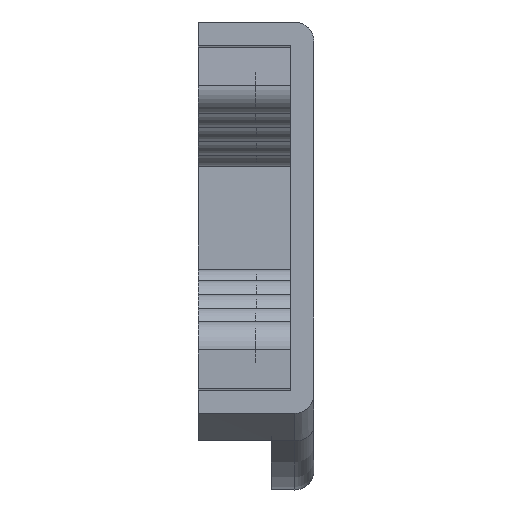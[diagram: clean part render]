
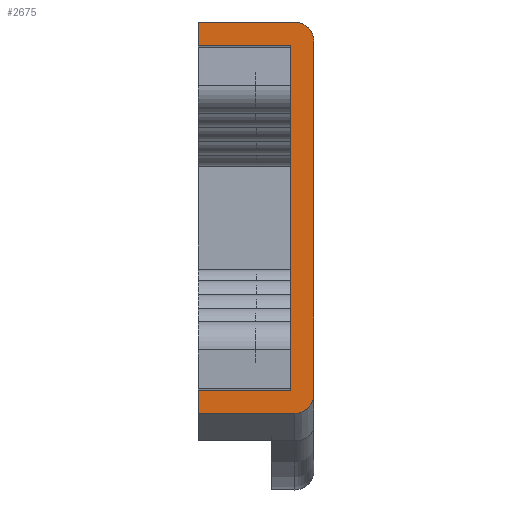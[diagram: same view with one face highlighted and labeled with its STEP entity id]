
A CAD part, left-side view. The second image highlights one B-rep face of the part: STEP entity #2675.
In plain terms, the highlighted planar face has unit normal (-1, 0, 0).
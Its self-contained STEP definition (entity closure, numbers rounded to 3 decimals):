
#12 = DIRECTION ( 'NONE',  ( 0., 0., -1. ) ) ;
#36 = ORIENTED_EDGE ( 'NONE', *, *, #2179, .T. ) ;
#95 = LINE ( 'NONE', #1110, #3473 ) ;
#120 = CARTESIAN_POINT ( 'NONE',  ( -40., 0., -22.878 ) ) ;
#121 =( BOUNDED_CURVE ( )  B_SPLINE_CURVE ( 3, ( #3417, #563, #1832, #3105 ),
 .UNSPECIFIED., .F., .F. ) 
 B_SPLINE_CURVE_WITH_KNOTS ( ( 4, 4 ),
 ( 0., 1.571 ),
 .UNSPECIFIED. ) 
 CURVE ( )  GEOMETRIC_REPRESENTATION_ITEM ( )  RATIONAL_B_SPLINE_CURVE ( ( 1., 0.805, 0.805, 1. ) ) 
 REPRESENTATION_ITEM ( '' )  );
#127 = CARTESIAN_POINT ( 'NONE',  ( -40., 3., -22.378 ) ) ;
#366 = VECTOR ( 'NONE', #2233, 1000. ) ;
#377 = ORIENTED_EDGE ( 'NONE', *, *, #1062, .T. ) ;
#380 =( BOUNDED_CURVE ( )  B_SPLINE_CURVE ( 3, ( #2303, #3581, #717, #2947 ),
 .UNSPECIFIED., .F., .F. ) 
 B_SPLINE_CURVE_WITH_KNOTS ( ( 4, 4 ),
 ( 1.571, 3.142 ),
 .UNSPECIFIED. ) 
 CURVE ( )  GEOMETRIC_REPRESENTATION_ITEM ( )  RATIONAL_B_SPLINE_CURVE ( ( 1., 0.805, 0.805, 1. ) ) 
 REPRESENTATION_ITEM ( '' )  );
#390 = DIRECTION ( 'NONE',  ( 0., 0., -1. ) ) ;
#402 = CARTESIAN_POINT ( 'NONE',  ( -40., 15., 25.38 ) ) ;
#437 = PLANE ( 'NONE',  #2300 ) ;
#563 = CARTESIAN_POINT ( 'NONE',  ( -40., 1.036, 25.38 ) ) ;
#619 = VECTOR ( 'NONE', #390, 1000. ) ;
#677 = VECTOR ( 'NONE', #3921, 1000. ) ;
#717 = CARTESIAN_POINT ( 'NONE',  ( -40., 1.036, -25.38 ) ) ;
#755 = LINE ( 'NONE', #1725, #677 ) ;
#775 = EDGE_CURVE ( 'NONE', #3264, #2689, #755, .T. ) ;
#876 = CARTESIAN_POINT ( 'NONE',  ( -40., 15., -22.378 ) ) ;
#952 = LINE ( 'NONE', #3803, #3170 ) ;
#986 = EDGE_LOOP ( 'NONE', ( #1775, #3318, #3256, #377, #2998, #36, #2287, #3858, #1753, #4010 ) ) ;
#1020 = VERTEX_POINT ( 'NONE', #1980 ) ;
#1021 = CARTESIAN_POINT ( 'NONE',  ( -40., 3., 22.378 ) ) ;
#1025 = DIRECTION ( 'NONE',  ( 0., -1., 0. ) ) ;
#1053 = VERTEX_POINT ( 'NONE', #402 ) ;
#1062 = EDGE_CURVE ( 'NONE', #1053, #3264, #95, .T. ) ;
#1110 = CARTESIAN_POINT ( 'NONE',  ( -40., 15., 0. ) ) ;
#1196 = EDGE_CURVE ( 'NONE', #1020, #3384, #121, .T. ) ;
#1425 = VERTEX_POINT ( 'NONE', #3288 ) ;
#1495 = CARTESIAN_POINT ( 'NONE',  ( -40., 15., -25.38 ) ) ;
#1614 = DIRECTION ( 'NONE',  ( 0., 0., -1. ) ) ;
#1656 = DIRECTION ( 'NONE',  ( 1., 0., 0. ) ) ;
#1690 = VECTOR ( 'NONE', #12, 1000. ) ;
#1725 = CARTESIAN_POINT ( 'NONE',  ( -40., 15., 22.378 ) ) ;
#1745 = LINE ( 'NONE', #3025, #1756 ) ;
#1753 = ORIENTED_EDGE ( 'NONE', *, *, #2418, .T. ) ;
#1756 = VECTOR ( 'NONE', #1025, 1000. ) ;
#1775 = ORIENTED_EDGE ( 'NONE', *, *, #4011, .F. ) ;
#1818 = EDGE_CURVE ( 'NONE', #1425, #3869, #3555, .T. ) ;
#1832 = CARTESIAN_POINT ( 'NONE',  ( -40., 0., 24.344 ) ) ;
#1839 = VECTOR ( 'NONE', #3483, 1000. ) ;
#1863 = VERTEX_POINT ( 'NONE', #127 ) ;
#1980 = CARTESIAN_POINT ( 'NONE',  ( -40., 2.5, 25.38 ) ) ;
#2038 = CARTESIAN_POINT ( 'NONE',  ( -40., 15., 0. ) ) ;
#2179 = EDGE_CURVE ( 'NONE', #2689, #1863, #3188, .T. ) ;
#2208 = CARTESIAN_POINT ( 'NONE',  ( -40., 15., 25.38 ) ) ;
#2233 = DIRECTION ( 'NONE',  ( 0., -1., 0. ) ) ;
#2270 = CARTESIAN_POINT ( 'NONE',  ( -40., 3., 0. ) ) ;
#2285 = EDGE_CURVE ( 'NONE', #1053, #1020, #3234, .T. ) ;
#2287 = ORIENTED_EDGE ( 'NONE', *, *, #3431, .F. ) ;
#2300 = AXIS2_PLACEMENT_3D ( 'NONE', #2038, #1656, #2313 ) ;
#2303 = CARTESIAN_POINT ( 'NONE',  ( -40., 0., -22.878 ) ) ;
#2313 = DIRECTION ( 'NONE',  ( 0., 0., 1. ) ) ;
#2366 = VERTEX_POINT ( 'NONE', #120 ) ;
#2418 = EDGE_CURVE ( 'NONE', #3869, #3530, #1745, .T. ) ;
#2595 = CARTESIAN_POINT ( 'NONE',  ( -40., 15., 0. ) ) ;
#2675 = ADVANCED_FACE ( 'NONE', ( #3228 ), #437, .F. ) ;
#2689 = VERTEX_POINT ( 'NONE', #1021 ) ;
#2826 = CARTESIAN_POINT ( 'NONE',  ( -40., 15., 22.378 ) ) ;
#2947 = CARTESIAN_POINT ( 'NONE',  ( -40., 2.5, -25.38 ) ) ;
#2998 = ORIENTED_EDGE ( 'NONE', *, *, #775, .T. ) ;
#3025 = CARTESIAN_POINT ( 'NONE',  ( -40., 15., -25.38 ) ) ;
#3105 = CARTESIAN_POINT ( 'NONE',  ( -40., 0., 22.878 ) ) ;
#3125 = CARTESIAN_POINT ( 'NONE',  ( -40., 2.5, -25.38 ) ) ;
#3170 = VECTOR ( 'NONE', #1614, 1000. ) ;
#3188 = LINE ( 'NONE', #2270, #1690 ) ;
#3228 = FACE_OUTER_BOUND ( 'NONE', #986, .T. ) ;
#3234 = LINE ( 'NONE', #2208, #366 ) ;
#3256 = ORIENTED_EDGE ( 'NONE', *, *, #2285, .F. ) ;
#3264 = VERTEX_POINT ( 'NONE', #2826 ) ;
#3288 = CARTESIAN_POINT ( 'NONE',  ( -40., 15., -22.378 ) ) ;
#3314 = DIRECTION ( 'NONE',  ( 0., 0., -1. ) ) ;
#3318 = ORIENTED_EDGE ( 'NONE', *, *, #1196, .F. ) ;
#3384 = VERTEX_POINT ( 'NONE', #3707 ) ;
#3396 = EDGE_CURVE ( 'NONE', #2366, #3530, #380, .T. ) ;
#3417 = CARTESIAN_POINT ( 'NONE',  ( -40., 2.5, 25.38 ) ) ;
#3431 = EDGE_CURVE ( 'NONE', #1425, #1863, #3766, .T. ) ;
#3473 = VECTOR ( 'NONE', #3314, 1000. ) ;
#3483 = DIRECTION ( 'NONE',  ( 0., -1., 0. ) ) ;
#3530 = VERTEX_POINT ( 'NONE', #3125 ) ;
#3555 = LINE ( 'NONE', #2595, #619 ) ;
#3581 = CARTESIAN_POINT ( 'NONE',  ( -40., 0., -24.344 ) ) ;
#3707 = CARTESIAN_POINT ( 'NONE',  ( -40., 0., 22.878 ) ) ;
#3766 = LINE ( 'NONE', #876, #1839 ) ;
#3803 = CARTESIAN_POINT ( 'NONE',  ( -40., 0., 0. ) ) ;
#3858 = ORIENTED_EDGE ( 'NONE', *, *, #1818, .T. ) ;
#3869 = VERTEX_POINT ( 'NONE', #1495 ) ;
#3921 = DIRECTION ( 'NONE',  ( 0., -1., 0. ) ) ;
#4010 = ORIENTED_EDGE ( 'NONE', *, *, #3396, .F. ) ;
#4011 = EDGE_CURVE ( 'NONE', #3384, #2366, #952, .T. ) ;
